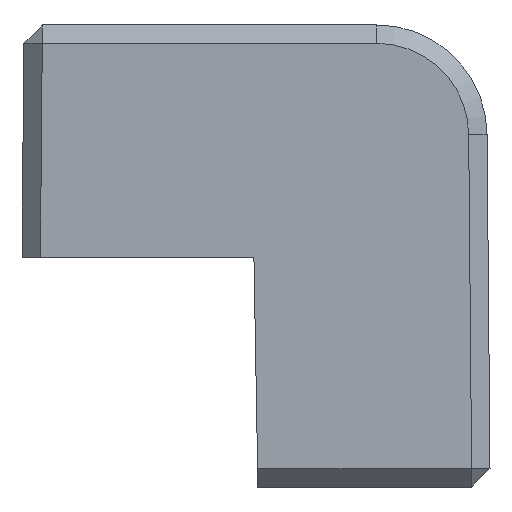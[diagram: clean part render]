
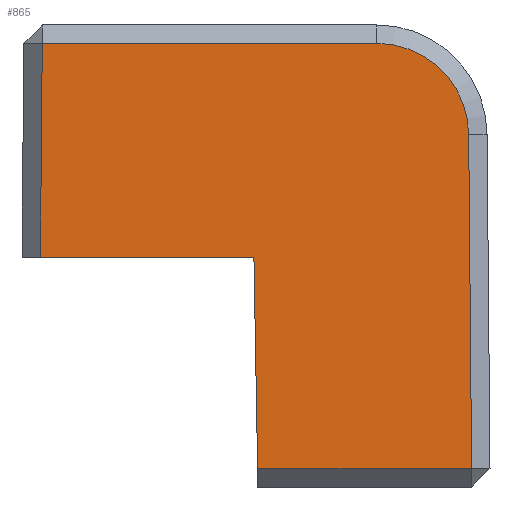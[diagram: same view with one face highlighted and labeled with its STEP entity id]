
A CAD part, left-side view. The second image highlights one B-rep face of the part: STEP entity #865.
In plain terms, the highlighted planar face has unit normal (-1, 0, 0).
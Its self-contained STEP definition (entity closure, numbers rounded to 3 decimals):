
#399=AXIS2_PLACEMENT_3D('Circle Axis2P3D',#397,#398,$) ;
#849=AXIS2_PLACEMENT_3D('Plane Axis2P3D',#846,#847,#848) ;
#394=CARTESIAN_POINT('Vertex',(-8.864,-84.894,18.5)) ;
#397=CARTESIAN_POINT('Axis2P3D Location',(-8.864,-84.894,14.5)) ;
#401=CARTESIAN_POINT('Vertex',(-8.864,-88.894,14.535)) ;
#558=CARTESIAN_POINT('Vertex',(-8.864,-70.264,9.2)) ;
#570=CARTESIAN_POINT('Vertex',(-8.864,-79.552,9.2)) ;
#573=CARTESIAN_POINT('Line Origine',(-8.864,-74.908,9.2)) ;
#591=CARTESIAN_POINT('Line Origine',(-8.864,-79.646,18.5)) ;
#595=CARTESIAN_POINT('Vertex',(-8.864,-70.345,18.5)) ;
#642=CARTESIAN_POINT('Line Origine',(-8.864,-70.261,8.85)) ;
#800=CARTESIAN_POINT('Vertex',(-8.864,-79.713,0.)) ;
#805=CARTESIAN_POINT('Line Origine',(-8.864,-79.632,4.6)) ;
#828=CARTESIAN_POINT('Line Origine',(-8.864,-88.94,9.25)) ;
#832=CARTESIAN_POINT('Vertex',(-8.864,-89.02,0.)) ;
#846=CARTESIAN_POINT('Axis2P3D Location',(-8.864,0.,0.)) ;
#851=CARTESIAN_POINT('Line Origine',(-8.864,-84.366,0.)) ;
#398=DIRECTION('Axis2P3D Direction',(1.,0.,-0.)) ;
#574=DIRECTION('Vector Direction',(0.,-1.,0.)) ;
#592=DIRECTION('Vector Direction',(0.,1.,0.)) ;
#643=DIRECTION('Vector Direction',(0.,0.009,-1.)) ;
#806=DIRECTION('Vector Direction',(0.,-0.017,-1.)) ;
#829=DIRECTION('Vector Direction',(0.,0.009,1.)) ;
#847=DIRECTION('Axis2P3D Direction',(1.,0.,0.)) ;
#848=DIRECTION('Axis2P3D XDirection',(0.,1.,0.)) ;
#852=DIRECTION('Vector Direction',(0.,-1.,0.)) ;
#575=VECTOR('Line Direction',#574,1.) ;
#593=VECTOR('Line Direction',#592,1.) ;
#644=VECTOR('Line Direction',#643,1.) ;
#807=VECTOR('Line Direction',#806,1.) ;
#830=VECTOR('Line Direction',#829,1.) ;
#853=VECTOR('Line Direction',#852,1.) ;
#857=ORIENTED_EDGE('',*,*,#855,.F.) ;
#858=ORIENTED_EDGE('',*,*,#834,.F.) ;
#859=ORIENTED_EDGE('',*,*,#403,.F.) ;
#860=ORIENTED_EDGE('',*,*,#597,.F.) ;
#861=ORIENTED_EDGE('',*,*,#646,.F.) ;
#862=ORIENTED_EDGE('',*,*,#577,.F.) ;
#863=ORIENTED_EDGE('',*,*,#809,.F.) ;
#865=ADVANCED_FACE('Body.2',(#864),#850,.F.) ;
#400=CIRCLE('generated circle',#399,4.) ;
#403=EDGE_CURVE('',#395,#402,#400,.T.) ;
#577=EDGE_CURVE('',#571,#559,#576,.F.) ;
#597=EDGE_CURVE('',#596,#395,#594,.F.) ;
#646=EDGE_CURVE('',#559,#596,#645,.F.) ;
#809=EDGE_CURVE('',#801,#571,#808,.F.) ;
#834=EDGE_CURVE('',#402,#833,#831,.F.) ;
#855=EDGE_CURVE('',#833,#801,#854,.F.) ;
#856=EDGE_LOOP('',(#857,#858,#859,#860,#861,#862,#863)) ;
#864=FACE_OUTER_BOUND('',#856,.T.) ;
#576=LINE('Line',#573,#575) ;
#594=LINE('Line',#591,#593) ;
#645=LINE('Line',#642,#644) ;
#808=LINE('Line',#805,#807) ;
#831=LINE('Line',#828,#830) ;
#854=LINE('Line',#851,#853) ;
#850=PLANE('',#849) ;
#395=VERTEX_POINT('',#394) ;
#402=VERTEX_POINT('',#401) ;
#559=VERTEX_POINT('',#558) ;
#571=VERTEX_POINT('',#570) ;
#596=VERTEX_POINT('',#595) ;
#801=VERTEX_POINT('',#800) ;
#833=VERTEX_POINT('',#832) ;
